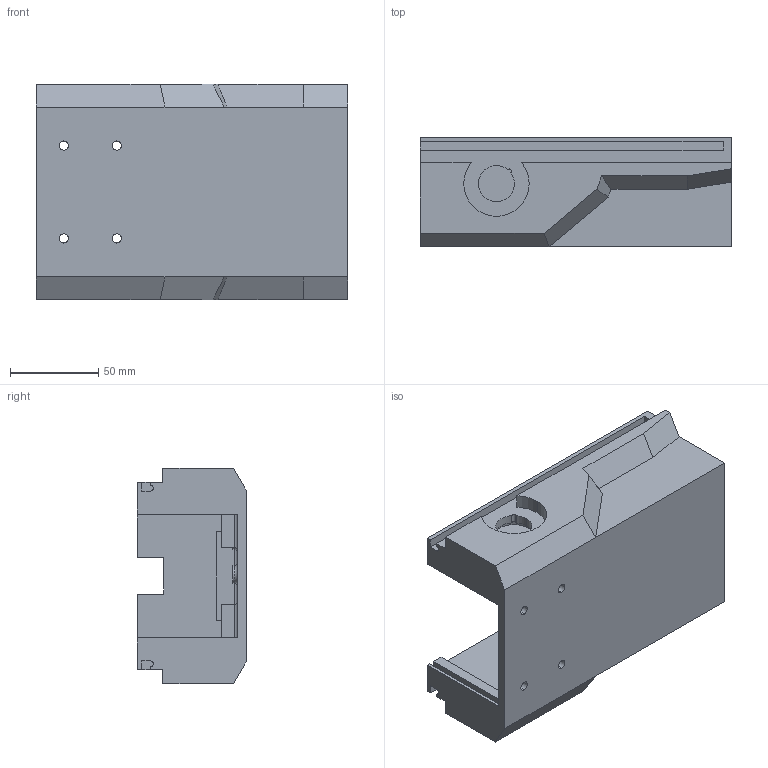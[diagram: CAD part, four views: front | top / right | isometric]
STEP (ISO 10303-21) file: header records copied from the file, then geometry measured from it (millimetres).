
FILE_DESCRIPTION (( 'STEP AP203' ), '1' );
FILE_NAME ('Drive Box.STEP', '2025-12-15T04:06:48', ( '' ), ( '' ), 'SwSTEP 2.0', 'SolidWorks 2023', '' );
FILE_SCHEMA (( 'CONFIG_CONTROL_DESIGN' ));
Length unit declared in the file: millimetre
Products named in the file (1): Drive Box
Bounding box: 176 x 62 x 122 mm (x, y, z)
Volume: 401095.1 mm3; surface area: 106912.2 mm2
Topology: 1 solids, 1 shells, 181 faces, 469 edges, 302 vertices
Faces by surface type: cylinder 87, plane 86, torus 4, sphere 4
Entity records: 5604 total; most frequent: DIRECTION 987, CARTESIAN_POINT 973, ORIENTED_EDGE 930, EDGE_CURVE 465, AXIS2_PLACEMENT_3D 348, VERTEX_POINT 302, LINE 291, VECTOR 291
